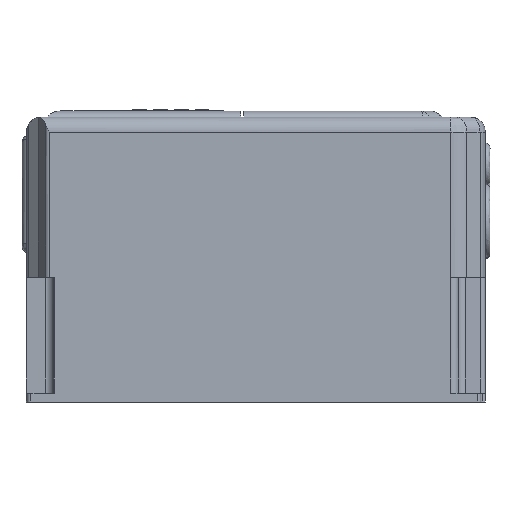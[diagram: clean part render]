
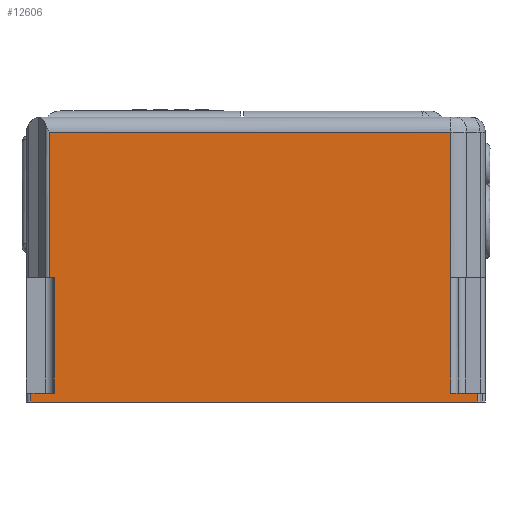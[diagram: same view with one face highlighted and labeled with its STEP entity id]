
A CAD part, left-side view. The second image highlights one B-rep face of the part: STEP entity #12606.
In plain terms, the highlighted planar face has unit normal (-1, 0, 0).
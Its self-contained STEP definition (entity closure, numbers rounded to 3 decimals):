
#45 = DIRECTION ( 'NONE',  ( 0., -1., 0. ) ) ;
#54 = ORIENTED_EDGE ( 'NONE', *, *, #10820, .T. ) ;
#443 = VERTEX_POINT ( 'NONE', #12309 ) ;
#460 = EDGE_CURVE ( 'NONE', #1288, #5127, #1568, .T. ) ;
#1288 = VERTEX_POINT ( 'NONE', #1753 ) ;
#1538 = EDGE_CURVE ( 'NONE', #5127, #13037, #19511, .T. ) ;
#1568 = LINE ( 'NONE', #12233, #2096 ) ;
#1707 = VECTOR ( 'NONE', #45, 1000. ) ;
#1753 = CARTESIAN_POINT ( 'NONE',  ( -90., -175.5, 83.5 ) ) ;
#1765 = EDGE_CURVE ( 'NONE', #16914, #7777, #8799, .T. ) ;
#2096 = VECTOR ( 'NONE', #12261, 1000. ) ;
#2217 = CARTESIAN_POINT ( 'NONE',  ( -90., -175.409, 83.5 ) ) ;
#2223 = VECTOR ( 'NONE', #7105, 1000. ) ;
#2225 = LINE ( 'NONE', #19007, #1707 ) ;
#2501 = CARTESIAN_POINT ( 'NONE',  ( -90., -175.409, 83.5 ) ) ;
#3205 = CARTESIAN_POINT ( 'NONE',  ( -90., -175.5, 6. ) ) ;
#3440 = ORIENTED_EDGE ( 'NONE', *, *, #20935, .F. ) ;
#3613 = EDGE_CURVE ( 'NONE', #13037, #17027, #18133, .T. ) ;
#4474 = DIRECTION ( 'NONE',  ( 1., 0., 0. ) ) ;
#4784 = VERTEX_POINT ( 'NONE', #11730 ) ;
#5012 = CARTESIAN_POINT ( 'NONE',  ( -90., -193.5, 6. ) ) ;
#5127 = VERTEX_POINT ( 'NONE', #3205 ) ;
#5384 = CARTESIAN_POINT ( 'NONE',  ( -90., -175.409, 6. ) ) ;
#5407 = VECTOR ( 'NONE', #21104, 1000. ) ;
#5545 = EDGE_CURVE ( 'NONE', #443, #21601, #19253, .T. ) ;
#5922 = CARTESIAN_POINT ( 'NONE',  ( -90., -175.5, 83.5 ) ) ;
#6095 = ORIENTED_EDGE ( 'NONE', *, *, #3613, .F. ) ;
#6111 = ORIENTED_EDGE ( 'NONE', *, *, #20095, .F. ) ;
#6190 = ORIENTED_EDGE ( 'NONE', *, *, #9300, .F. ) ;
#6348 = ORIENTED_EDGE ( 'NONE', *, *, #1538, .F. ) ;
#7105 = DIRECTION ( 'NONE',  ( 0., -1., 0. ) ) ;
#7777 = VERTEX_POINT ( 'NONE', #12879 ) ;
#7840 = LINE ( 'NONE', #14328, #16465 ) ;
#8298 = ORIENTED_EDGE ( 'NONE', *, *, #1765, .F. ) ;
#8571 = B_SPLINE_CURVE_WITH_KNOTS ( 'NONE', 3,
 ( #2501, #12681, #16187, #5922 ),
 .UNSPECIFIED., .F., .F.,
 ( 4, 4 ),
 ( 0., 1. ),
 .UNSPECIFIED. ) ;
#8591 = CARTESIAN_POINT ( 'NONE',  ( -90., 89.6, 6. ) ) ;
#8687 = VECTOR ( 'NONE', #17893, 1000. ) ;
#8710 = FACE_OUTER_BOUND ( 'NONE', #21153, .T. ) ;
#8799 = LINE ( 'NONE', #17877, #11257 ) ;
#9298 = LINE ( 'NONE', #2217, #13870 ) ;
#9300 = EDGE_CURVE ( 'NONE', #14991, #16914, #13956, .T. ) ;
#9442 = ORIENTED_EDGE ( 'NONE', *, *, #19103, .F. ) ;
#9824 = VERTEX_POINT ( 'NONE', #8591 ) ;
#10011 = VECTOR ( 'NONE', #14253, 1000. ) ;
#10056 = ORIENTED_EDGE ( 'NONE', *, *, #5545, .F. ) ;
#10820 = EDGE_CURVE ( 'NONE', #443, #17027, #2225, .T. ) ;
#11121 = VECTOR ( 'NONE', #20089, 1000. ) ;
#11257 = VECTOR ( 'NONE', #17769, 1000. ) ;
#11662 = ORIENTED_EDGE ( 'NONE', *, *, #12896, .F. ) ;
#11726 = ORIENTED_EDGE ( 'NONE', *, *, #460, .F. ) ;
#11730 = CARTESIAN_POINT ( 'NONE',  ( -90., 89.6, 83.5 ) ) ;
#12233 = CARTESIAN_POINT ( 'NONE',  ( -90., -175.5, 190.5 ) ) ;
#12261 = DIRECTION ( 'NONE',  ( 0., 0., -1. ) ) ;
#12309 = CARTESIAN_POINT ( 'NONE',  ( -90., 105.1, 0. ) ) ;
#12606 = ADVANCED_FACE ( 'NONE', ( #8710 ), #16412, .F. ) ;
#12681 = CARTESIAN_POINT ( 'NONE',  ( -90., -175.439, 83.5 ) ) ;
#12879 = CARTESIAN_POINT ( 'NONE',  ( -90., -175.409, 83.5 ) ) ;
#12896 = EDGE_CURVE ( 'NONE', #9824, #4784, #17336, .T. ) ;
#13037 = VERTEX_POINT ( 'NONE', #5012 ) ;
#13870 = VECTOR ( 'NONE', #15901, 1000. ) ;
#13956 = LINE ( 'NONE', #21227, #5407 ) ;
#14032 = VECTOR ( 'NONE', #16799, 1000. ) ;
#14077 = VERTEX_POINT ( 'NONE', #17356 ) ;
#14253 = DIRECTION ( 'NONE',  ( 0., 0., 1. ) ) ;
#14328 = CARTESIAN_POINT ( 'NONE',  ( -90., 92.818, 190.5 ) ) ;
#14713 = CARTESIAN_POINT ( 'NONE',  ( -90., -175.409, 190.5 ) ) ;
#14991 = VERTEX_POINT ( 'NONE', #17852 ) ;
#15584 = EDGE_CURVE ( 'NONE', #7777, #1288, #8571, .T. ) ;
#15872 = LINE ( 'NONE', #5384, #2223 ) ;
#15899 = CARTESIAN_POINT ( 'NONE',  ( -90., 89.6, 190.5 ) ) ;
#15901 = DIRECTION ( 'NONE',  ( 0., 1., 0. ) ) ;
#16094 = DIRECTION ( 'NONE',  ( 0., 0., 1. ) ) ;
#16127 = CARTESIAN_POINT ( 'NONE',  ( -90., 105.1, 190.5 ) ) ;
#16187 = CARTESIAN_POINT ( 'NONE',  ( -90., -175.47, 83.5 ) ) ;
#16412 = PLANE ( 'NONE',  #17441 ) ;
#16465 = VECTOR ( 'NONE', #16094, 1000. ) ;
#16481 = DIRECTION ( 'NONE',  ( 0., 0., -1. ) ) ;
#16799 = DIRECTION ( 'NONE',  ( 0., 0., -1. ) ) ;
#16914 = VERTEX_POINT ( 'NONE', #18259 ) ;
#17027 = VERTEX_POINT ( 'NONE', #17471 ) ;
#17133 = CARTESIAN_POINT ( 'NONE',  ( -90., -193.5, 6. ) ) ;
#17336 = LINE ( 'NONE', #15899, #8687 ) ;
#17356 = CARTESIAN_POINT ( 'NONE',  ( -90., 92.818, 83.5 ) ) ;
#17441 = AXIS2_PLACEMENT_3D ( 'NONE', #14713, #4474, #16481 ) ;
#17471 = CARTESIAN_POINT ( 'NONE',  ( -90., -193.5, 0. ) ) ;
#17769 = DIRECTION ( 'NONE',  ( 0., 0., -1. ) ) ;
#17852 = CARTESIAN_POINT ( 'NONE',  ( -90., 92.818, 180.5 ) ) ;
#17877 = CARTESIAN_POINT ( 'NONE',  ( -90., -175.409, 190.5 ) ) ;
#17893 = DIRECTION ( 'NONE',  ( 0., 0., 1. ) ) ;
#18133 = LINE ( 'NONE', #17133, #14032 ) ;
#18259 = CARTESIAN_POINT ( 'NONE',  ( -90., -175.409, 180.5 ) ) ;
#18994 = CARTESIAN_POINT ( 'NONE',  ( -90., 105.1, 6. ) ) ;
#19007 = CARTESIAN_POINT ( 'NONE',  ( -90., 89.6, 0. ) ) ;
#19103 = EDGE_CURVE ( 'NONE', #14077, #14991, #7840, .T. ) ;
#19253 = LINE ( 'NONE', #16127, #10011 ) ;
#19511 = LINE ( 'NONE', #20202, #11121 ) ;
#20089 = DIRECTION ( 'NONE',  ( 0., -1., 0. ) ) ;
#20095 = EDGE_CURVE ( 'NONE', #21601, #9824, #15872, .T. ) ;
#20202 = CARTESIAN_POINT ( 'NONE',  ( -90., -175.409, 6. ) ) ;
#20935 = EDGE_CURVE ( 'NONE', #4784, #14077, #9298, .T. ) ;
#21104 = DIRECTION ( 'NONE',  ( 0., -1., 0. ) ) ;
#21153 = EDGE_LOOP ( 'NONE', ( #6190, #9442, #3440, #11662, #6111, #10056, #54, #6095, #6348, #11726, #21369, #8298 ) ) ;
#21227 = CARTESIAN_POINT ( 'NONE',  ( -90., -175.409, 180.5 ) ) ;
#21369 = ORIENTED_EDGE ( 'NONE', *, *, #15584, .F. ) ;
#21601 = VERTEX_POINT ( 'NONE', #18994 ) ;
